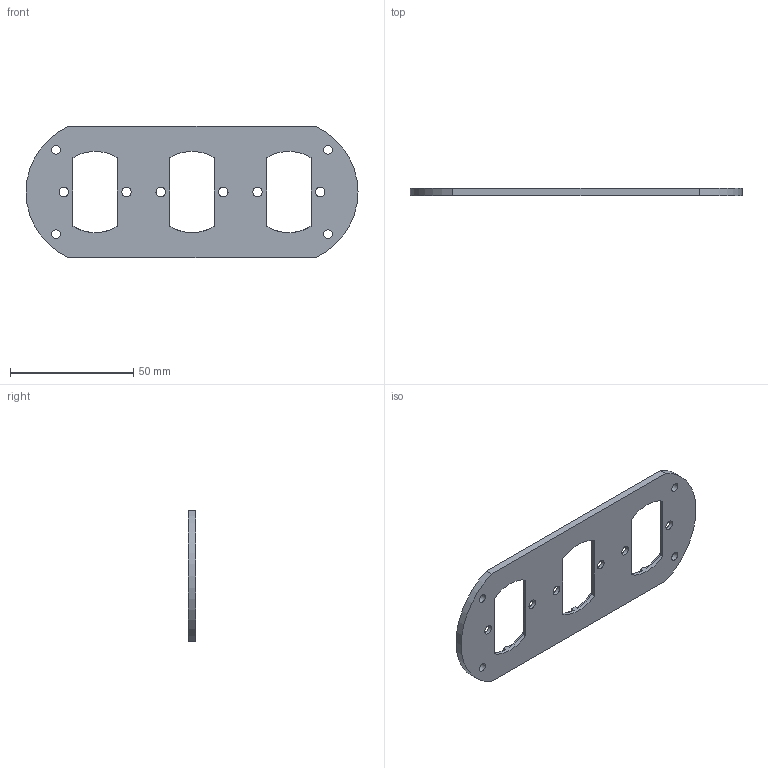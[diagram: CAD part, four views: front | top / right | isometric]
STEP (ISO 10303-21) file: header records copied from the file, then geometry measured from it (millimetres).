
FILE_DESCRIPTION(/* description */ (''),/* implementation_level */ '2;1');
FILE_NAME(/* name */ 'autopilot_tripoke_porthole.step',/* time_stamp */ '2021-06-28T15:32:04-07:00',/* author */ (''),/* organization */ (''),/* preprocessor_version */ 'ST-DEVELOPER v18.1',/* originating_system */ 'Autodesk Translation Framework v10.9.0.1377',/* authorisation */ '');
FILE_SCHEMA (('AUTOMOTIVE_DESIGN { 1 0 10303 214 3 1 1 }'));
Length unit declared in the file: millimetre
Products named in the file (1): porthole_narrow
Bounding box: 134.62 x 3 x 53.36 mm (x, y, z)
Volume: 12922 mm3; surface area: 11904.9 mm2
Topology: 1 solids, 1 shells, 41 faces, 117 edges, 78 vertices
Faces by surface type: cylinder 21, plane 20
Full cylindrical faces by diameter (mm): 3.506 x4, 3.81 x6
Entity records: 1444 total; most frequent: DIRECTION 249, CARTESIAN_POINT 237, ORIENTED_EDGE 234, EDGE_CURVE 117, AXIS2_PLACEMENT_3D 90, VERTEX_POINT 78, LINE 69, VECTOR 69
